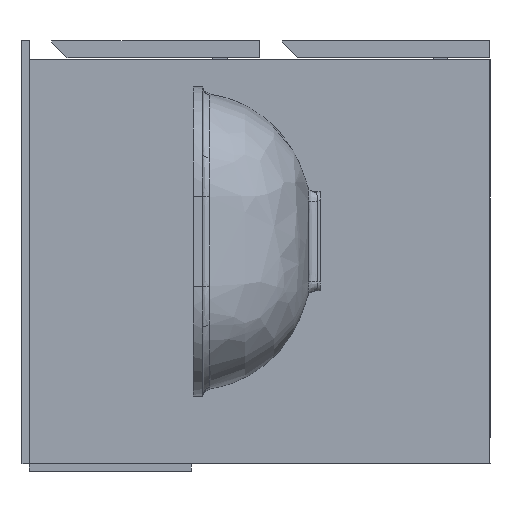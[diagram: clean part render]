
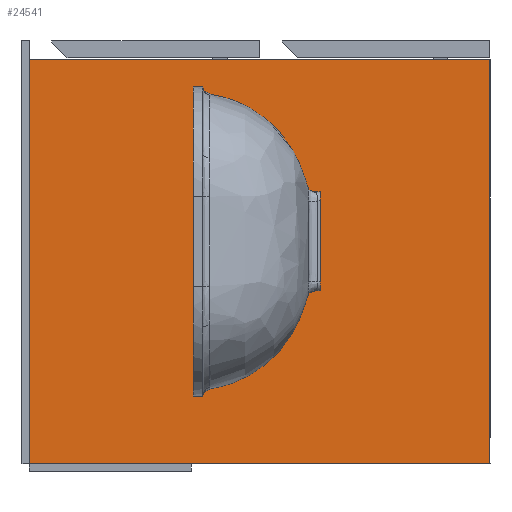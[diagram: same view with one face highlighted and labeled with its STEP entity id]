
A CAD part, left-side view. The second image highlights one B-rep face of the part: STEP entity #24541.
In plain terms, the highlighted planar face has unit normal (-1, 0, 0).
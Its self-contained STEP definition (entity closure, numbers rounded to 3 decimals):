
#321 = ORIENTED_EDGE ( 'NONE', *, *, #23292, .F. ) ;
#819 = LINE ( 'NONE', #10131, #1292 ) ;
#957 = DIRECTION ( 'NONE',  ( 0., 0., 1. ) ) ;
#1292 = VECTOR ( 'NONE', #19393, 1000. ) ;
#1585 = LINE ( 'NONE', #10888, #2279 ) ;
#1630 = DIRECTION ( 'NONE',  ( 0., 0., -1. ) ) ;
#1880 = EDGE_CURVE ( 'NONE', #13007, #4862, #12555, .T. ) ;
#2279 = VECTOR ( 'NONE', #20152, 1000. ) ;
#3255 = CARTESIAN_POINT ( 'NONE',  ( 2., 0., -470. ) ) ;
#3919 = PLANE ( 'NONE',  #17360 ) ;
#4862 = VERTEX_POINT ( 'NONE', #26330 ) ;
#7110 = EDGE_CURVE ( 'NONE', #13007, #14280, #20168, .T. ) ;
#8624 = DIRECTION ( 'NONE',  ( 0., -1., 0. ) ) ;
#10131 = CARTESIAN_POINT ( 'NONE',  ( 2., 961.402, -21. ) ) ;
#10648 = CARTESIAN_POINT ( 'NONE',  ( 2., 0., -21. ) ) ;
#10888 = CARTESIAN_POINT ( 'NONE',  ( 2., 0., -470. ) ) ;
#12151 = VECTOR ( 'NONE', #957, 1000. ) ;
#12555 = LINE ( 'NONE', #21816, #12151 ) ;
#13007 = VERTEX_POINT ( 'NONE', #26058 ) ;
#13223 = CARTESIAN_POINT ( 'NONE',  ( 2., 961.402, -470. ) ) ;
#14280 = VERTEX_POINT ( 'NONE', #3255 ) ;
#16281 = VERTEX_POINT ( 'NONE', #10648 ) ;
#17360 = AXIS2_PLACEMENT_3D ( 'NONE', #13223, #22482, #1630 ) ;
#19042 = ORIENTED_EDGE ( 'NONE', *, *, #23627, .T. ) ;
#19191 = ORIENTED_EDGE ( 'NONE', *, *, #1880, .F. ) ;
#19393 = DIRECTION ( 'NONE',  ( 0., -1., 0. ) ) ;
#20152 = DIRECTION ( 'NONE',  ( 0., 0., 1. ) ) ;
#20168 = LINE ( 'NONE', #29455, #21628 ) ;
#20529 = EDGE_LOOP ( 'NONE', ( #19191, #26053, #19042, #321 ) ) ;
#21628 = VECTOR ( 'NONE', #8624, 1000. ) ;
#21816 = CARTESIAN_POINT ( 'NONE',  ( 2., 512., -470. ) ) ;
#22482 = DIRECTION ( 'NONE',  ( 1., 0., 0. ) ) ;
#23292 = EDGE_CURVE ( 'NONE', #4862, #16281, #819, .T. ) ;
#23627 = EDGE_CURVE ( 'NONE', #14280, #16281, #1585, .T. ) ;
#24541 = ADVANCED_FACE ( 'NONE', ( #24776 ), #3919, .F. ) ;
#24776 = FACE_OUTER_BOUND ( 'NONE', #20529, .T. ) ;
#26053 = ORIENTED_EDGE ( 'NONE', *, *, #7110, .T. ) ;
#26058 = CARTESIAN_POINT ( 'NONE',  ( 2., 512., -470. ) ) ;
#26330 = CARTESIAN_POINT ( 'NONE',  ( 2., 512., -21. ) ) ;
#29455 = CARTESIAN_POINT ( 'NONE',  ( 2., 961.402, -470. ) ) ;
